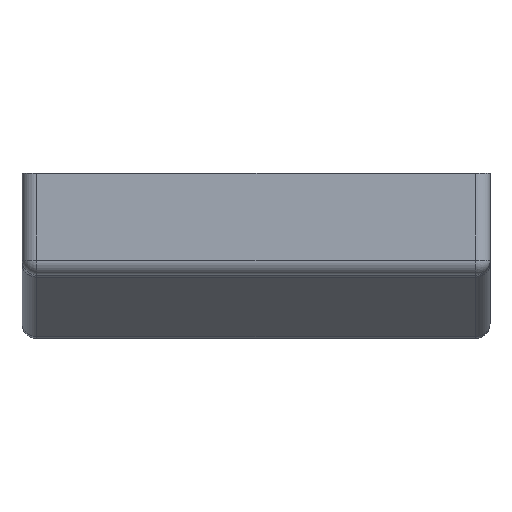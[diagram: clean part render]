
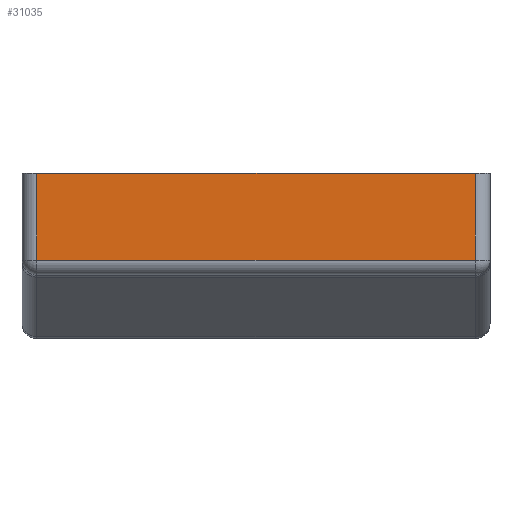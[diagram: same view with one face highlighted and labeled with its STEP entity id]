
A CAD part, left-side view. The second image highlights one B-rep face of the part: STEP entity #31035.
In plain terms, the highlighted planar face has unit normal (-1, 0, 0).
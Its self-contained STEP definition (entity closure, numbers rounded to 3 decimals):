
#5070 = DIRECTION ( 'NONE',  ( 1., 0., 0. ) ) ;
#5447 = VERTEX_POINT ( 'NONE', #42670 ) ;
#8550 = CARTESIAN_POINT ( 'NONE',  ( -17.588, 111.195, 9. ) ) ;
#8775 = VECTOR ( 'NONE', #28401, 1000. ) ;
#9658 = LINE ( 'NONE', #86678, #38088 ) ;
#9917 = EDGE_CURVE ( 'NONE', #54548, #27677, #87859, .T. ) ;
#14855 = ORIENTED_EDGE ( 'NONE', *, *, #20293, .T. ) ;
#15411 = EDGE_CURVE ( 'NONE', #54548, #5447, #21487, .T. ) ;
#18578 = ORIENTED_EDGE ( 'NONE', *, *, #9917, .F. ) ;
#18924 = CARTESIAN_POINT ( 'NONE',  ( -17.588, -10.209, 9. ) ) ;
#19422 = EDGE_CURVE ( 'NONE', #5447, #70764, #90743, .T. ) ;
#20293 = EDGE_CURVE ( 'NONE', #70764, #27677, #9658, .T. ) ;
#21487 = LINE ( 'NONE', #8550, #8775 ) ;
#27677 = VERTEX_POINT ( 'NONE', #38331 ) ;
#28401 = DIRECTION ( 'NONE',  ( 0., 0., -1. ) ) ;
#31035 = ADVANCED_FACE ( 'NONE', ( #82576 ), #32774, .F. ) ;
#32774 = PLANE ( 'NONE',  #62076 ) ;
#38033 = VECTOR ( 'NONE', #66216, 1000. ) ;
#38088 = VECTOR ( 'NONE', #43811, 1000. ) ;
#38331 = CARTESIAN_POINT ( 'NONE',  ( -17.588, -6.209, 9. ) ) ;
#42670 = CARTESIAN_POINT ( 'NONE',  ( -17.588, 111.195, -14.27 ) ) ;
#43320 = ORIENTED_EDGE ( 'NONE', *, *, #15411, .T. ) ;
#43811 = DIRECTION ( 'NONE',  ( 0., 0., 1. ) ) ;
#44534 = CARTESIAN_POINT ( 'NONE',  ( -17.588, -10.209, 9. ) ) ;
#49132 = CARTESIAN_POINT ( 'NONE',  ( -17.588, -6.209, -14.27 ) ) ;
#54548 = VERTEX_POINT ( 'NONE', #82837 ) ;
#59877 = ORIENTED_EDGE ( 'NONE', *, *, #19422, .T. ) ;
#62076 = AXIS2_PLACEMENT_3D ( 'NONE', #18924, #5070, #82123 ) ;
#62191 = DIRECTION ( 'NONE',  ( 0., -1., 0. ) ) ;
#66216 = DIRECTION ( 'NONE',  ( 0., -1., 0. ) ) ;
#70271 = VECTOR ( 'NONE', #62191, 1000. ) ;
#70764 = VERTEX_POINT ( 'NONE', #49132 ) ;
#82123 = DIRECTION ( 'NONE',  ( 0., 0., -1. ) ) ;
#82576 = FACE_OUTER_BOUND ( 'NONE', #90837, .T. ) ;
#82837 = CARTESIAN_POINT ( 'NONE',  ( -17.588, 111.195, 9. ) ) ;
#83388 = CARTESIAN_POINT ( 'NONE',  ( -17.588, -10.209, -14.27 ) ) ;
#86678 = CARTESIAN_POINT ( 'NONE',  ( -17.588, -6.209, 9. ) ) ;
#87859 = LINE ( 'NONE', #44534, #38033 ) ;
#90743 = LINE ( 'NONE', #83388, #70271 ) ;
#90837 = EDGE_LOOP ( 'NONE', ( #18578, #43320, #59877, #14855 ) ) ;
